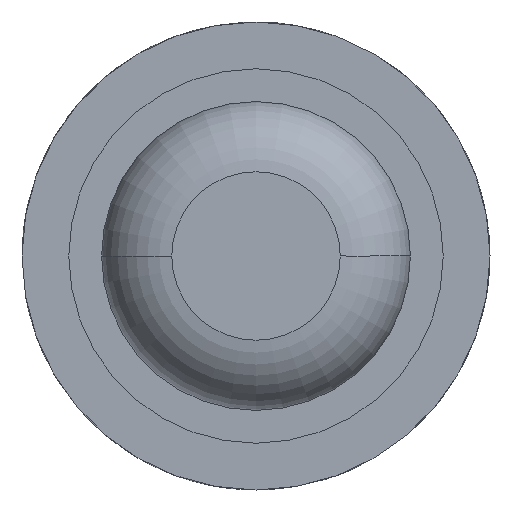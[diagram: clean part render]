
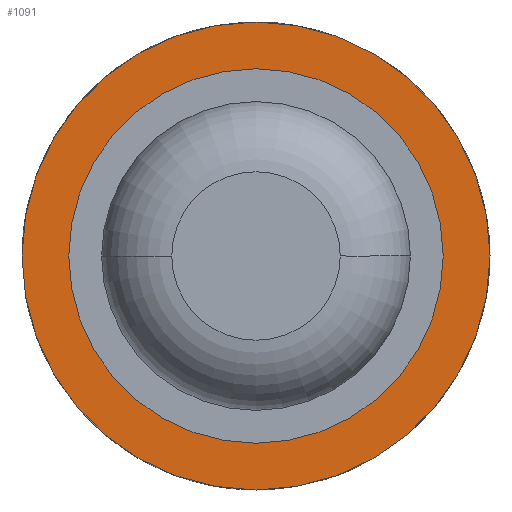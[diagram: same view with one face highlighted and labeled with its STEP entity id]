
A CAD part, front view. The second image highlights one B-rep face of the part: STEP entity #1091.
In plain terms, the highlighted planar face has unit normal (0, -1, 0).
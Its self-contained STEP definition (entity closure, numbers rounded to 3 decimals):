
#186 = AXIS2_PLACEMENT_3D ( 'NONE', #3144, #1468, #3332 ) ;
#305 = CARTESIAN_POINT ( 'NONE',  ( 0., 5., 0. ) ) ;
#546 = VERTEX_POINT ( 'NONE', #3904 ) ;
#600 = DIRECTION ( 'NONE',  ( -1., 0., 0. ) ) ;
#808 = DIRECTION ( 'NONE',  ( 0., 1., 0. ) ) ;
#848 = CARTESIAN_POINT ( 'NONE',  ( 1.25, 5., 0. ) ) ;
#862 = AXIS2_PLACEMENT_3D ( 'NONE', #2236, #1040, #3490 ) ;
#918 = EDGE_CURVE ( 'Defeature ausgef�hrt1_16+Defeature ausgef�hrt1_11+Defeature ausgef�hrt1_11+Defeature ausgef�hrt1_11', #3760, #546, #3553, .T. ) ;
#1040 = DIRECTION ( 'NONE',  ( 0., 1., 0. ) ) ;
#1056 = ORIENTED_EDGE ( 'NONE', *, *, #1800, .T. ) ;
#1091 = ADVANCED_FACE ( 'Defeature ausgef�hrt1_16', ( #2044, #3215 ), #2187, .F. ) ;
#1302 = CIRCLE ( 'NONE', #2553, 1.25 ) ;
#1389 = EDGE_CURVE ( 'Defeature ausgef�hrt1_15+Defeature ausgef�hrt1_16+Defeature ausgef�hrt1_16+Defeature ausgef�hrt1_16', #3372, #2743, #3494, .T. ) ;
#1468 = DIRECTION ( 'NONE',  ( 0., 1., 0. ) ) ;
#1648 = AXIS2_PLACEMENT_3D ( 'NONE', #305, #2173, #600 ) ;
#1800 = EDGE_CURVE ( 'Defeature ausgef�hrt1_16+Defeature ausgef�hrt1_11+Defeature ausgef�hrt1_11+Defeature ausgef�hrt1_11', #546, #3760, #2563, .T. ) ;
#2044 = FACE_OUTER_BOUND ( 'NONE', #2441, .T. ) ;
#2086 = DIRECTION ( 'NONE',  ( -1., 0., 0. ) ) ;
#2138 = CARTESIAN_POINT ( 'NONE',  ( 0., 5., 0. ) ) ;
#2173 = DIRECTION ( 'NONE',  ( 0., 1., 0. ) ) ;
#2187 = PLANE ( 'NONE',  #186 ) ;
#2236 = CARTESIAN_POINT ( 'NONE',  ( 0., 5., 0. ) ) ;
#2320 = CARTESIAN_POINT ( 'NONE',  ( -1.25, 5., 0. ) ) ;
#2437 = ORIENTED_EDGE ( 'NONE', *, *, #1389, .F. ) ;
#2441 = EDGE_LOOP ( 'NONE', ( #2437, #2975 ) ) ;
#2553 = AXIS2_PLACEMENT_3D ( 'NONE', #2138, #3683, #3065 ) ;
#2563 = CIRCLE ( 'NONE', #862, 0.64 ) ;
#2710 = ORIENTED_EDGE ( 'NONE', *, *, #918, .T. ) ;
#2743 = VERTEX_POINT ( 'NONE', #848 ) ;
#2862 = EDGE_CURVE ( 'Defeature ausgef�hrt1_15+Defeature ausgef�hrt1_16+Defeature ausgef�hrt1_16+Defeature ausgef�hrt1_16', #2743, #3372, #1302, .T. ) ;
#2975 = ORIENTED_EDGE ( 'NONE', *, *, #2862, .F. ) ;
#3065 = DIRECTION ( 'NONE',  ( -1., 0., 0. ) ) ;
#3144 = CARTESIAN_POINT ( 'NONE',  ( 1.25, 5., 0. ) ) ;
#3215 = FACE_BOUND ( 'NONE', #3478, .T. ) ;
#3248 = AXIS2_PLACEMENT_3D ( 'NONE', #3645, #808, #2086 ) ;
#3332 = DIRECTION ( 'NONE',  ( -1., 0., 0. ) ) ;
#3372 = VERTEX_POINT ( 'NONE', #2320 ) ;
#3460 = CARTESIAN_POINT ( 'NONE',  ( 0.64, 5., 0. ) ) ;
#3478 = EDGE_LOOP ( 'NONE', ( #1056, #2710 ) ) ;
#3490 = DIRECTION ( 'NONE',  ( -1., 0., 0. ) ) ;
#3494 = CIRCLE ( 'NONE', #3248, 1.25 ) ;
#3553 = CIRCLE ( 'NONE', #1648, 0.64 ) ;
#3645 = CARTESIAN_POINT ( 'NONE',  ( 0., 5., 0. ) ) ;
#3683 = DIRECTION ( 'NONE',  ( 0., 1., 0. ) ) ;
#3760 = VERTEX_POINT ( 'NONE', #3460 ) ;
#3904 = CARTESIAN_POINT ( 'NONE',  ( -0.64, 5., 0. ) ) ;
